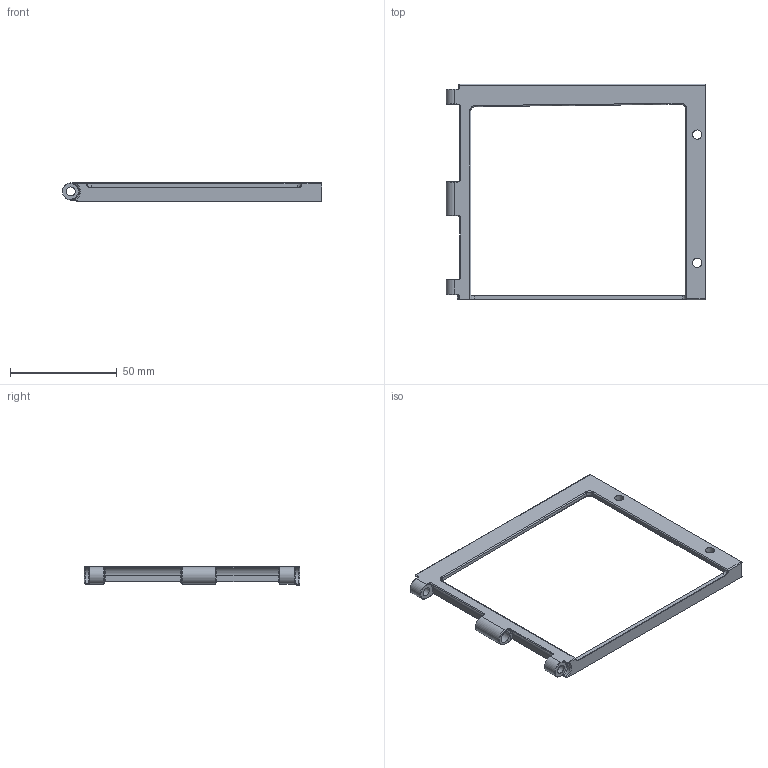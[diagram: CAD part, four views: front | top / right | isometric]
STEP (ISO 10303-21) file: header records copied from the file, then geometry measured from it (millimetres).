
FILE_DESCRIPTION(/* description */ ('STEP AP242','CAx-IF Rec.Pracs.---Representation and Presentation of Product Manufacturing Information (PMI)---4.0---2014-10-13','CAx-IF Rec.Pracs.---3D Tessellated Geometry---0.4---2014-09-14','2;1'),/* implementation_level */ '2;1');
FILE_NAME(/* name */ 'ASM, MAIN, JETSON TRAVEL CASE - BRACKET, JETSON RETENTION, PIVOTING',/* time_stamp */ '2025-01-13T23:02:00Z',/* author */ (''),/* organization */ (''),/* preprocessor_version */ 'ST-DEVELOPER v20',/* originating_system */ 'ONSHAPE BY PTC INC, 1.192',/* authorisation */ ' ');
FILE_SCHEMA (('AP242_MANAGED_MODEL_BASED_3D_ENGINEERING_MIM_LF { 1 0 10303 442 1 1 4 }'));
Length unit declared in the file: metre
Products named in the file (1): BRACKET, JETSON RETENTION, PIVOTING
Bounding box: 121.5 x 101 x 8.5 mm (x, y, z)
Volume: 11235 mm3; surface area: 10636 mm2
Topology: 1 solids, 1 shells, 128 faces, 319 edges, 185 vertices
Faces by surface type: cylinder 53, torus 31, plane 28, bspline 16
Full cylindrical faces by diameter (mm): 4.2 x2, 4.3 x2, 5.5 x1
Entity records: 4163 total; most frequent: CARTESIAN_POINT 1176, DIRECTION 650, ORIENTED_EDGE 610, EDGE_CURVE 305, AXIS2_PLACEMENT_3D 267, VERTEX_POINT 182, CIRCLE 151, EDGE_LOOP 143
